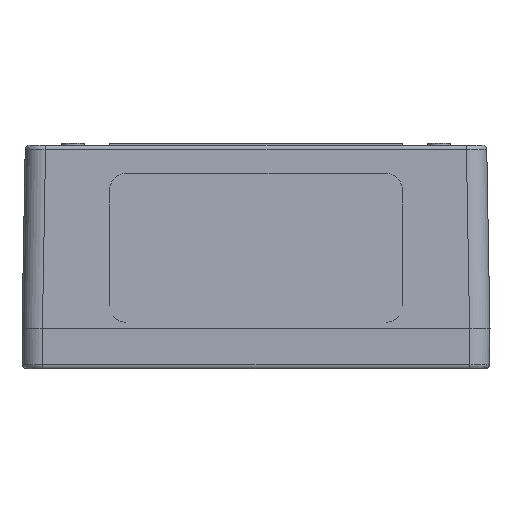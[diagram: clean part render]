
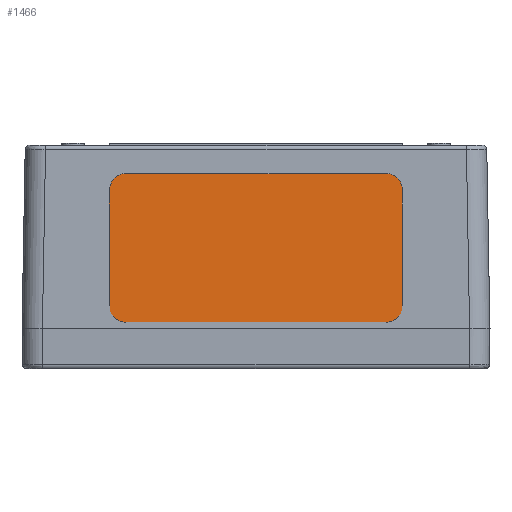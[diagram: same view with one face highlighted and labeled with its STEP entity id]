
A CAD part, left-side view. The second image highlights one B-rep face of the part: STEP entity #1466.
In plain terms, the highlighted planar face has unit normal (-1, 0, 0.018).
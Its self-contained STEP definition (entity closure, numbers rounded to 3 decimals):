
#1200=CARTESIAN_POINT('',(-299.774,72.,12.998));
#1201=VERTEX_POINT('',#1200);
#1202=CARTESIAN_POINT('',(-299.914,64.,5.));
#1203=VERTEX_POINT('',#1202);
#1204=CARTESIAN_POINT('',(-299.774,64.,12.998));
#1205=DIRECTION('',(-1.,0.,0.017));
#1206=DIRECTION('',(-0.017,0.,-1.));
#1207=AXIS2_PLACEMENT_3D('',#1204,#1205,#1206);
#1208=CIRCLE('',#1207,8.);
#1209=EDGE_CURVE('',#1201,#1203,#1208,.T.);
#1242=CARTESIAN_POINT('',(-298.64,64.,77.988));
#1243=VERTEX_POINT('',#1242);
#1244=CARTESIAN_POINT('',(-298.779,72.0,69.99));
#1245=VERTEX_POINT('',#1244);
#1246=CARTESIAN_POINT('',(-298.779,64.,69.99));
#1247=DIRECTION('',(-1.,0.0,0.017));
#1248=DIRECTION('',(0.0,1.0,0.0));
#1249=AXIS2_PLACEMENT_3D('',#1246,#1247,#1248);
#1250=CIRCLE('',#1249,8.);
#1251=EDGE_CURVE('',#1243,#1245,#1250,.T.);
#1284=CARTESIAN_POINT('',(-298.779,72.0,69.99));
#1285=DIRECTION('',(-0.017,0.,-1.));
#1286=VECTOR('',#1285,57.);
#1287=LINE('',#1284,#1286);
#1288=EDGE_CURVE('',#1245,#1201,#1287,.T.);
#1306=CARTESIAN_POINT('',(-299.914,-64.0,5.));
#1307=VERTEX_POINT('',#1306);
#1308=CARTESIAN_POINT('',(-299.774,-72.,12.998));
#1309=VERTEX_POINT('',#1308);
#1310=CARTESIAN_POINT('',(-299.774,-64.,12.998));
#1311=DIRECTION('',(-1.,0.0,0.017));
#1312=DIRECTION('',(0.0,-1.0,0.0));
#1313=AXIS2_PLACEMENT_3D('',#1310,#1311,#1312);
#1314=CIRCLE('',#1313,8.);
#1315=EDGE_CURVE('',#1307,#1309,#1314,.T.);
#1348=CARTESIAN_POINT('',(-298.779,-72.0,69.99));
#1349=VERTEX_POINT('',#1348);
#1350=CARTESIAN_POINT('',(-299.774,-72.,12.998));
#1351=DIRECTION('',(0.017,0.,1.));
#1352=VECTOR('',#1351,57.);
#1353=LINE('',#1350,#1352);
#1354=EDGE_CURVE('',#1309,#1349,#1353,.T.);
#1379=CARTESIAN_POINT('',(-298.64,-64.0,77.988));
#1380=VERTEX_POINT('',#1379);
#1381=CARTESIAN_POINT('',(-298.779,-64.,69.99));
#1382=DIRECTION('',(-1.,0.,0.017));
#1383=DIRECTION('',(0.017,0.,1.));
#1384=AXIS2_PLACEMENT_3D('',#1381,#1382,#1383);
#1385=CIRCLE('',#1384,8.);
#1386=EDGE_CURVE('',#1349,#1380,#1385,.T.);
#1412=CARTESIAN_POINT('',(-298.64,-64.,77.988));
#1413=DIRECTION('',(0.0,1.0,0.0));
#1414=VECTOR('',#1413,128.);
#1415=LINE('',#1412,#1414);
#1416=EDGE_CURVE('',#1380,#1243,#1415,.T.);
#1434=CARTESIAN_POINT('',(-299.914,64.0,5.));
#1435=DIRECTION('',(0.0,-1.0,0.0));
#1436=VECTOR('',#1435,128.0);
#1437=LINE('',#1434,#1436);
#1438=EDGE_CURVE('',#1203,#1307,#1437,.T.);
#1451=CARTESIAN_POINT('',(-299.277,-35.085,41.494));
#1452=DIRECTION('',(1.,0.,-0.017));
#1453=DIRECTION('',(-0.017,0.0,-1.));
#1454=AXIS2_PLACEMENT_3D('',#1451,#1452,#1453);
#1455=PLANE('',#1454);
#1456=ORIENTED_EDGE('',*,*,#1315,.T.);
#1457=ORIENTED_EDGE('',*,*,#1354,.T.);
#1458=ORIENTED_EDGE('',*,*,#1386,.T.);
#1459=ORIENTED_EDGE('',*,*,#1416,.T.);
#1460=ORIENTED_EDGE('',*,*,#1251,.T.);
#1461=ORIENTED_EDGE('',*,*,#1288,.T.);
#1462=ORIENTED_EDGE('',*,*,#1209,.T.);
#1463=ORIENTED_EDGE('',*,*,#1438,.T.);
#1464=EDGE_LOOP('',(#1456,#1457,#1458,#1459,#1460,#1461,#1462,#1463));
#1465=FACE_OUTER_BOUND('',#1464,.T.);
#1466=ADVANCED_FACE('',(#1465),#1455,.F.);
